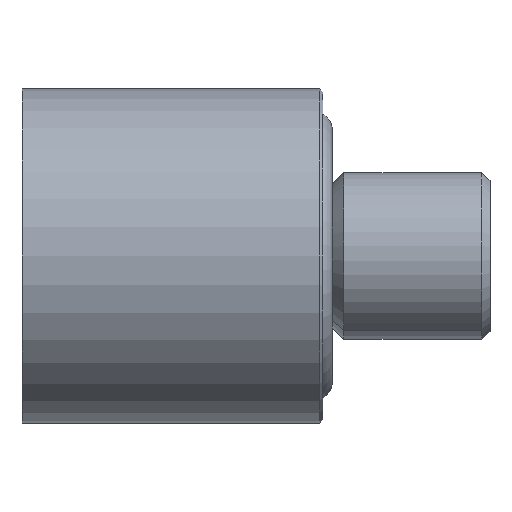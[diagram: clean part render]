
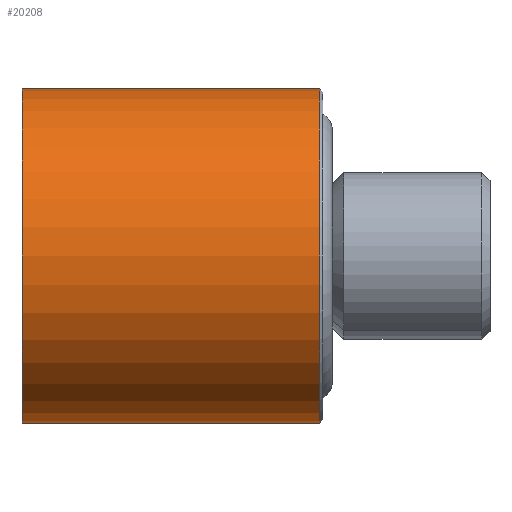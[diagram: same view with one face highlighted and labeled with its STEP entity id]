
A CAD part, left-side view. The second image highlights one B-rep face of the part: STEP entity #20208.
In plain terms, the highlighted cylindrical face has radius 10 mm (diameter 20 mm), a partial arc.
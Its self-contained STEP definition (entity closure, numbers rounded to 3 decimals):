
#1306 = CARTESIAN_POINT ( 'NONE',  ( 0., 0.2, 10. ) ) ;
#1855 = CARTESIAN_POINT ( 'NONE',  ( 0., 0., 10. ) ) ;
#1858 = VERTEX_POINT ( 'NONE', #1306 ) ;
#1938 = DIRECTION ( 'NONE',  ( 0., 0., -1. ) ) ;
#2701 = CYLINDRICAL_SURFACE ( 'NONE', #7847, 10. ) ;
#3836 = AXIS2_PLACEMENT_3D ( 'NONE', #4494, #21896, #13517 ) ;
#4494 = CARTESIAN_POINT ( 'NONE',  ( 0., 0.2, 0. ) ) ;
#6005 = DIRECTION ( 'NONE',  ( 0., 1., 0. ) ) ;
#6475 = DIRECTION ( 'NONE',  ( 0., 1., 0. ) ) ;
#7847 = AXIS2_PLACEMENT_3D ( 'NONE', #17554, #24682, #26805 ) ;
#10644 = CIRCLE ( 'NONE', #24308, 10. ) ;
#11767 = EDGE_LOOP ( 'NONE', ( #26586, #14229, #16114, #27434 ) ) ;
#11814 = EDGE_CURVE ( 'NONE', #17515, #14928, #18529, .T. ) ;
#12690 = CARTESIAN_POINT ( 'NONE',  ( 0., 18., 0. ) ) ;
#12861 = CARTESIAN_POINT ( 'NONE',  ( 0., 18., -10. ) ) ;
#13433 = FACE_OUTER_BOUND ( 'NONE', #11767, .T. ) ;
#13517 = DIRECTION ( 'NONE',  ( 0., 0., 1. ) ) ;
#14229 = ORIENTED_EDGE ( 'NONE', *, *, #22267, .F. ) ;
#14928 = VERTEX_POINT ( 'NONE', #12861 ) ;
#15651 = VECTOR ( 'NONE', #25091, 1000. ) ;
#16114 = ORIENTED_EDGE ( 'NONE', *, *, #28031, .T. ) ;
#16393 = CARTESIAN_POINT ( 'NONE',  ( 0., 0., -10. ) ) ;
#16865 = LINE ( 'NONE', #1855, #27081 ) ;
#17436 = CIRCLE ( 'NONE', #3836, 10. ) ;
#17515 = VERTEX_POINT ( 'NONE', #25745 ) ;
#17554 = CARTESIAN_POINT ( 'NONE',  ( 0., 0., 0. ) ) ;
#18529 = LINE ( 'NONE', #16393, #15651 ) ;
#20208 = ADVANCED_FACE ( 'NONE', ( #13433 ), #2701, .T. ) ;
#21194 = EDGE_CURVE ( 'NONE', #14928, #26838, #10644, .T. ) ;
#21896 = DIRECTION ( 'NONE',  ( 0., -1., 0. ) ) ;
#22267 = EDGE_CURVE ( 'NONE', #1858, #17515, #17436, .T. ) ;
#24308 = AXIS2_PLACEMENT_3D ( 'NONE', #12690, #6475, #1938 ) ;
#24682 = DIRECTION ( 'NONE',  ( 0., 1., 0. ) ) ;
#25091 = DIRECTION ( 'NONE',  ( 0., 1., 0. ) ) ;
#25745 = CARTESIAN_POINT ( 'NONE',  ( 0., 0.2, -10. ) ) ;
#25855 = CARTESIAN_POINT ( 'NONE',  ( 0., 18., 10. ) ) ;
#26586 = ORIENTED_EDGE ( 'NONE', *, *, #11814, .F. ) ;
#26805 = DIRECTION ( 'NONE',  ( 0., 0., 1. ) ) ;
#26838 = VERTEX_POINT ( 'NONE', #25855 ) ;
#27081 = VECTOR ( 'NONE', #6005, 1000. ) ;
#27434 = ORIENTED_EDGE ( 'NONE', *, *, #21194, .F. ) ;
#28031 = EDGE_CURVE ( 'NONE', #1858, #26838, #16865, .T. ) ;
